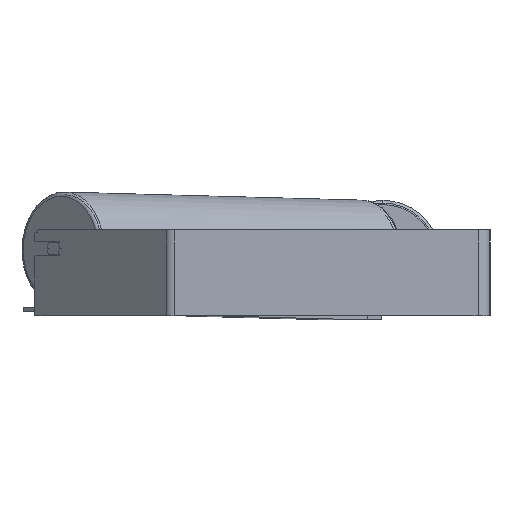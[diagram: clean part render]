
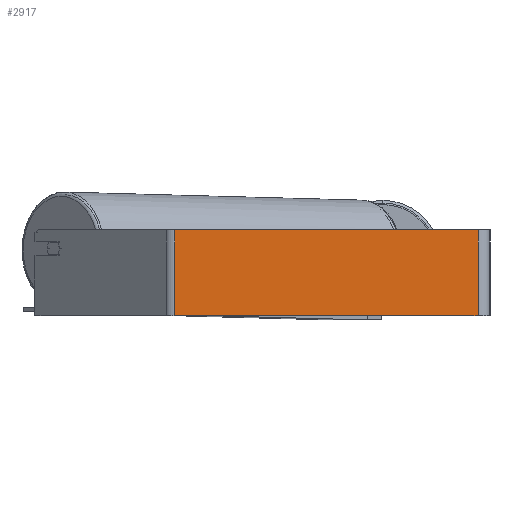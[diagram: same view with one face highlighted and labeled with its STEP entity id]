
A CAD part, left-side view. The second image highlights one B-rep face of the part: STEP entity #2917.
In plain terms, the highlighted planar face has unit normal (-1, 0, 0).
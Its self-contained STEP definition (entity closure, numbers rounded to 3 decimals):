
#26 = ORIENTED_EDGE ( 'NONE', *, *, #3546, .T. ) ;
#34 = CARTESIAN_POINT ( 'NONE',  ( -800., 368.148, 50. ) ) ;
#744 = VECTOR ( 'NONE', #1128, 1000. ) ;
#862 = VERTEX_POINT ( 'NONE', #6436 ) ;
#1030 = ORIENTED_EDGE ( 'NONE', *, *, #2978, .T. ) ;
#1081 = LINE ( 'NONE', #8306, #744 ) ;
#1128 = DIRECTION ( 'NONE',  ( 0., 0., -1. ) ) ;
#1438 = VERTEX_POINT ( 'NONE', #4484 ) ;
#1638 = PLANE ( 'NONE',  #2223 ) ;
#2223 = AXIS2_PLACEMENT_3D ( 'NONE', #4543, #2982, #4396 ) ;
#2635 = EDGE_CURVE ( 'NONE', #862, #5879, #6002, .T. ) ;
#2865 = VECTOR ( 'NONE', #8007, 1000. ) ;
#2904 = DIRECTION ( 'NONE',  ( 0., -1., 0. ) ) ;
#2917 = ADVANCED_FACE ( 'NONE', ( #7360 ), #1638, .F. ) ;
#2978 = EDGE_CURVE ( 'NONE', #1438, #5879, #5156, .T. ) ;
#2982 = DIRECTION ( 'NONE',  ( 1., 0., 0. ) ) ;
#3021 = VECTOR ( 'NONE', #2904, 1000. ) ;
#3031 = CARTESIAN_POINT ( 'NONE',  ( -800., 373.947, -50. ) ) ;
#3160 = DIRECTION ( 'NONE',  ( 0., 0., -1. ) ) ;
#3320 = VECTOR ( 'NONE', #3160, 1000. ) ;
#3420 = EDGE_LOOP ( 'NONE', ( #1030, #3516, #8657, #26 ) ) ;
#3516 = ORIENTED_EDGE ( 'NONE', *, *, #2635, .F. ) ;
#3546 = EDGE_CURVE ( 'NONE', #9388, #1438, #1081, .T. ) ;
#3841 = EDGE_CURVE ( 'NONE', #9388, #862, #7950, .T. ) ;
#4396 = DIRECTION ( 'NONE',  ( 0., 0., -1. ) ) ;
#4484 = CARTESIAN_POINT ( 'NONE',  ( -800., 368.148, -50. ) ) ;
#4543 = CARTESIAN_POINT ( 'NONE',  ( -800., 373.947, 50. ) ) ;
#4588 = CARTESIAN_POINT ( 'NONE',  ( -800., 14., 50. ) ) ;
#5156 = LINE ( 'NONE', #3031, #3021 ) ;
#5861 = CARTESIAN_POINT ( 'NONE',  ( -800., 14., -50. ) ) ;
#5879 = VERTEX_POINT ( 'NONE', #5861 ) ;
#6002 = LINE ( 'NONE', #4588, #3320 ) ;
#6436 = CARTESIAN_POINT ( 'NONE',  ( -800., 14., 50. ) ) ;
#6713 = CARTESIAN_POINT ( 'NONE',  ( -800., 373.947, 50. ) ) ;
#7360 = FACE_OUTER_BOUND ( 'NONE', #3420, .T. ) ;
#7950 = LINE ( 'NONE', #6713, #2865 ) ;
#8007 = DIRECTION ( 'NONE',  ( 0., -1., 0. ) ) ;
#8306 = CARTESIAN_POINT ( 'NONE',  ( -800., 368.148, 50. ) ) ;
#8657 = ORIENTED_EDGE ( 'NONE', *, *, #3841, .F. ) ;
#9388 = VERTEX_POINT ( 'NONE', #34 ) ;
